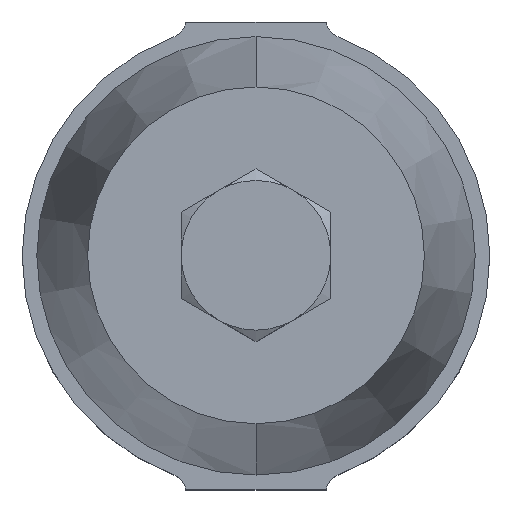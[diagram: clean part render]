
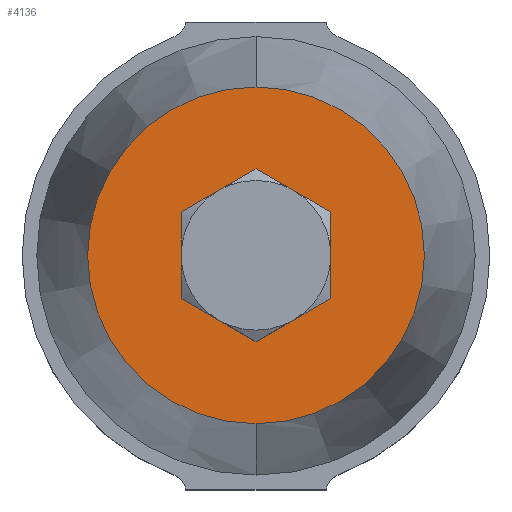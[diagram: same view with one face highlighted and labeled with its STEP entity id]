
A CAD part, top view. The second image highlights one B-rep face of the part: STEP entity #4136.
In plain terms, the highlighted planar face has unit normal (0, 0, 1).
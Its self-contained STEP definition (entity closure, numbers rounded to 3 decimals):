
#35 = VERTEX_POINT ( 'NONE', #423 ) ;
#423 = CARTESIAN_POINT ( 'NONE',  ( 0., -18., 38. ) ) ;
#665 = PLANE ( 'NONE',  #847 ) ;
#748 = EDGE_LOOP ( 'NONE', ( #2576, #4162 ) ) ;
#828 = EDGE_CURVE ( 'NONE', #2842, #35, #3053, .T. ) ;
#847 = AXIS2_PLACEMENT_3D ( 'NONE', #1927, #3060, #5148 ) ;
#908 = ORIENTED_EDGE ( 'NONE', *, *, #2368, .F. ) ;
#948 = CARTESIAN_POINT ( 'NONE',  ( 0., 0., 38. ) ) ;
#1277 = CARTESIAN_POINT ( 'NONE',  ( 0., 0., 38. ) ) ;
#1354 = DIRECTION ( 'NONE',  ( 0., -1., 0. ) ) ;
#1362 = CARTESIAN_POINT ( 'NONE',  ( 0., 0., 38. ) ) ;
#1421 = CARTESIAN_POINT ( 'NONE',  ( -7.3, 0., 38. ) ) ;
#1429 = AXIS2_PLACEMENT_3D ( 'NONE', #948, #3781, #1354 ) ;
#1478 = CIRCLE ( 'NONE', #3540, 7.3 ) ;
#1517 = DIRECTION ( 'NONE',  ( 0., -1., 0. ) ) ;
#1688 = CIRCLE ( 'NONE', #2826, 7.3 ) ;
#1774 = DIRECTION ( 'NONE',  ( -1., 0., 0. ) ) ;
#1927 = CARTESIAN_POINT ( 'NONE',  ( 0., 18., 38. ) ) ;
#1928 = FACE_OUTER_BOUND ( 'NONE', #748, .T. ) ;
#2107 = AXIS2_PLACEMENT_3D ( 'NONE', #3138, #3172, #1517 ) ;
#2192 = CARTESIAN_POINT ( 'NONE',  ( 7.3, 0., 38. ) ) ;
#2368 = EDGE_CURVE ( 'NONE', #3559, #4852, #1688, .T. ) ;
#2408 = CARTESIAN_POINT ( 'NONE',  ( 0., 18., 38. ) ) ;
#2576 = ORIENTED_EDGE ( 'NONE', *, *, #828, .T. ) ;
#2826 = AXIS2_PLACEMENT_3D ( 'NONE', #1362, #4140, #1774 ) ;
#2842 = VERTEX_POINT ( 'NONE', #2408 ) ;
#3053 = CIRCLE ( 'NONE', #2107, 18. ) ;
#3060 = DIRECTION ( 'NONE',  ( 0., 0., -1. ) ) ;
#3105 = EDGE_CURVE ( 'NONE', #35, #2842, #3118, .T. ) ;
#3118 = CIRCLE ( 'NONE', #1429, 18. ) ;
#3138 = CARTESIAN_POINT ( 'NONE',  ( 0., 0., 38. ) ) ;
#3172 = DIRECTION ( 'NONE',  ( 0., 0., 1. ) ) ;
#3540 = AXIS2_PLACEMENT_3D ( 'NONE', #1277, #4586, #4525 ) ;
#3559 = VERTEX_POINT ( 'NONE', #1421 ) ;
#3781 = DIRECTION ( 'NONE',  ( 0., 0., 1. ) ) ;
#4136 = ADVANCED_FACE ( 'NONE', ( #5008, #1928 ), #665, .F. ) ;
#4140 = DIRECTION ( 'NONE',  ( 0., 0., 1. ) ) ;
#4162 = ORIENTED_EDGE ( 'NONE', *, *, #3105, .T. ) ;
#4241 = ORIENTED_EDGE ( 'NONE', *, *, #5210, .F. ) ;
#4525 = DIRECTION ( 'NONE',  ( -1., 0., 0. ) ) ;
#4586 = DIRECTION ( 'NONE',  ( 0., 0., 1. ) ) ;
#4852 = VERTEX_POINT ( 'NONE', #2192 ) ;
#4922 = EDGE_LOOP ( 'NONE', ( #908, #4241 ) ) ;
#5008 = FACE_BOUND ( 'NONE', #4922, .T. ) ;
#5148 = DIRECTION ( 'NONE',  ( 0., 1., 0. ) ) ;
#5210 = EDGE_CURVE ( 'NONE', #4852, #3559, #1478, .T. ) ;
